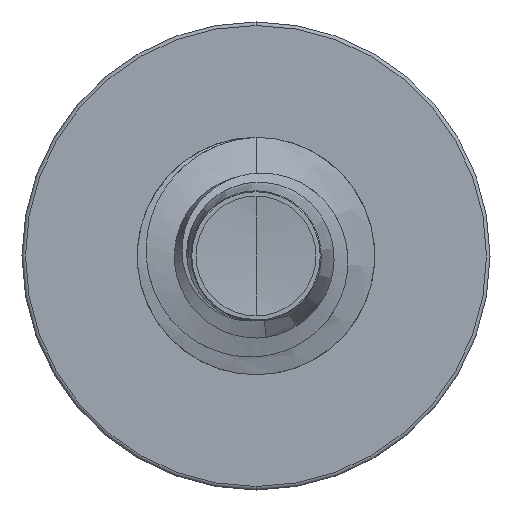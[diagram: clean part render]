
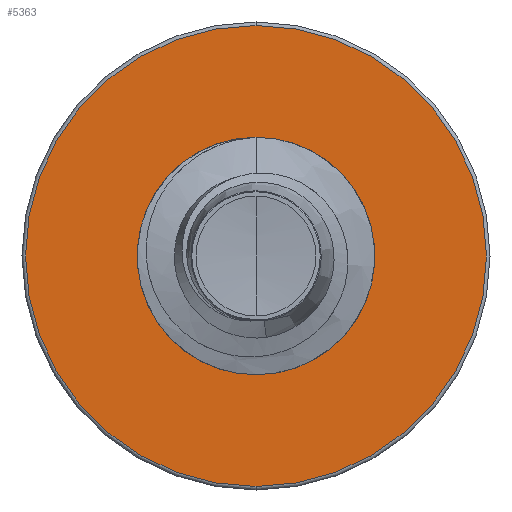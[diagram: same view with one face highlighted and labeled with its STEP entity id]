
A CAD part, front view. The second image highlights one B-rep face of the part: STEP entity #5363.
In plain terms, the highlighted planar face has unit normal (0, -1, 0).
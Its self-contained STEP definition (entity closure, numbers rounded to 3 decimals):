
#13 = AXIS2_PLACEMENT_3D ( 'NONE', #4125, #13188, #5552 ) ;
#223 = VERTEX_POINT ( 'NONE', #7998 ) ;
#923 = CARTESIAN_POINT ( 'NONE',  ( 0., 11., 0. ) ) ;
#1224 = AXIS2_PLACEMENT_3D ( 'NONE', #8276, #15571, #9623 ) ;
#2442 = DIRECTION ( 'NONE',  ( 0., 0., 1. ) ) ;
#3107 = VERTEX_POINT ( 'NONE', #9387 ) ;
#3715 = AXIS2_PLACEMENT_3D ( 'NONE', #10289, #8417, #8532 ) ;
#4125 = CARTESIAN_POINT ( 'NONE',  ( 0., 11., 0. ) ) ;
#4196 = VERTEX_POINT ( 'NONE', #9967 ) ;
#4510 = CIRCLE ( 'NONE', #1224, 1.722 ) ;
#5157 = ORIENTED_EDGE ( 'NONE', *, *, #15710, .F. ) ;
#5363 = ADVANCED_FACE ( 'NONE', ( #9800, #12601 ), #8597, .F. ) ;
#5533 = AXIS2_PLACEMENT_3D ( 'NONE', #923, #10849, #2442 ) ;
#5552 = DIRECTION ( 'NONE',  ( 0., 0., 1. ) ) ;
#6531 = CIRCLE ( 'NONE', #15349, 3.397 ) ;
#7998 = CARTESIAN_POINT ( 'NONE',  ( 0., 11., 1.722 ) ) ;
#8000 = DIRECTION ( 'NONE',  ( 0., 1., 0. ) ) ;
#8276 = CARTESIAN_POINT ( 'NONE',  ( 0., 11., 0. ) ) ;
#8417 = DIRECTION ( 'NONE',  ( 0., 1., 0. ) ) ;
#8532 = DIRECTION ( 'NONE',  ( 0., 0., 1. ) ) ;
#8597 = PLANE ( 'NONE',  #3715 ) ;
#8948 = CIRCLE ( 'NONE', #13, 1.722 ) ;
#9152 = CIRCLE ( 'NONE', #5533, 3.397 ) ;
#9387 = CARTESIAN_POINT ( 'NONE',  ( 0., 11., -1.722 ) ) ;
#9623 = DIRECTION ( 'NONE',  ( 0., 0., 1. ) ) ;
#9800 = FACE_OUTER_BOUND ( 'NONE', #15533, .T. ) ;
#9967 = CARTESIAN_POINT ( 'NONE',  ( 0., 11., 3.398 ) ) ;
#9991 = ORIENTED_EDGE ( 'NONE', *, *, #12701, .T. ) ;
#10289 = CARTESIAN_POINT ( 'NONE',  ( 0., 11., -1.722 ) ) ;
#10463 = EDGE_CURVE ( 'NONE', #223, #3107, #8948, .T. ) ;
#10501 = ORIENTED_EDGE ( 'NONE', *, *, #10463, .T. ) ;
#10618 = ORIENTED_EDGE ( 'NONE', *, *, #12087, .F. ) ;
#10849 = DIRECTION ( 'NONE',  ( 0., 1., 0. ) ) ;
#10891 = EDGE_LOOP ( 'NONE', ( #10501, #9991 ) ) ;
#11249 = VERTEX_POINT ( 'NONE', #12694 ) ;
#12087 = EDGE_CURVE ( 'NONE', #4196, #11249, #9152, .T. ) ;
#12601 = FACE_BOUND ( 'NONE', #10891, .T. ) ;
#12694 = CARTESIAN_POINT ( 'NONE',  ( 0., 11., -3.397 ) ) ;
#12701 = EDGE_CURVE ( 'NONE', #3107, #223, #4510, .T. ) ;
#13188 = DIRECTION ( 'NONE',  ( 0., 1., 0. ) ) ;
#14585 = CARTESIAN_POINT ( 'NONE',  ( 0., 11., 0. ) ) ;
#15349 = AXIS2_PLACEMENT_3D ( 'NONE', #14585, #8000, #15406 ) ;
#15406 = DIRECTION ( 'NONE',  ( 0., 0., 1. ) ) ;
#15533 = EDGE_LOOP ( 'NONE', ( #10618, #5157 ) ) ;
#15571 = DIRECTION ( 'NONE',  ( 0., 1., 0. ) ) ;
#15710 = EDGE_CURVE ( 'NONE', #11249, #4196, #6531, .T. ) ;
